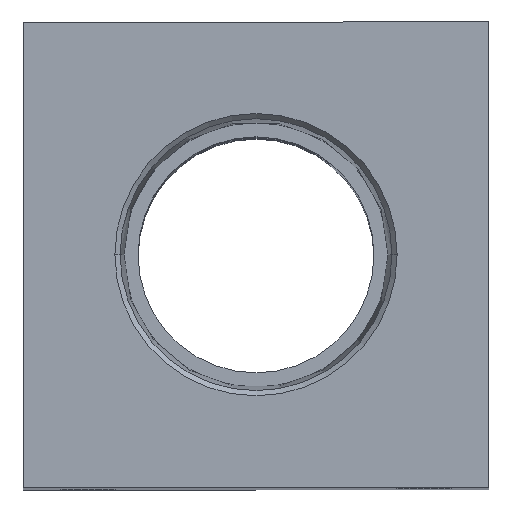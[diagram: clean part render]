
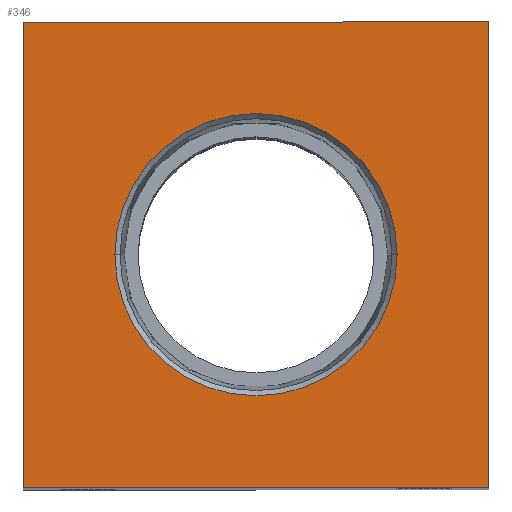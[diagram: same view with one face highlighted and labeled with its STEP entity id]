
A CAD part, top view. The second image highlights one B-rep face of the part: STEP entity #346.
In plain terms, the highlighted planar face has unit normal (0, 0, 1).
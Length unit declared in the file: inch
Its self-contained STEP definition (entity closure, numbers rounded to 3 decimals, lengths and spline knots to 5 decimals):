
#3 = CARTESIAN_POINT ( 'NONE',  ( 1.125, 1.125, 3.75 ) ) ;
#48 = EDGE_CURVE ( 'NONE', #1746, #1679, #923, .T. ) ;
#97 = EDGE_CURVE ( 'NONE', #1486, #1751, #1055, .T. ) ;
#127 = DIRECTION ( 'NONE',  ( -1., 0., 0. ) ) ;
#134 = VERTEX_POINT ( 'NONE', #1548 ) ;
#186 = FACE_BOUND ( 'NONE', #1235, .T. ) ;
#292 = ORIENTED_EDGE ( 'NONE', *, *, #783, .F. ) ;
#346 = ADVANCED_FACE ( 'NONE', ( #186, #1840 ), #1124, .T. ) ;
#383 = EDGE_CURVE ( 'NONE', #1405, #134, #565, .T. ) ;
#405 = VECTOR ( 'NONE', #1648, 39.37008 ) ;
#419 = DIRECTION ( 'NONE',  ( 0., 0., 1. ) ) ;
#445 = CARTESIAN_POINT ( 'NONE',  ( -1.125, 1.125, 3.75 ) ) ;
#559 = VECTOR ( 'NONE', #127, 39.37008 ) ;
#565 = CIRCLE ( 'NONE', #1897, 0.68247 ) ;
#599 = VECTOR ( 'NONE', #1367, 39.37008 ) ;
#610 = AXIS2_PLACEMENT_3D ( 'NONE', #1119, #1106, #1100 ) ;
#645 = ORIENTED_EDGE ( 'NONE', *, *, #1979, .T. ) ;
#701 = CARTESIAN_POINT ( 'NONE',  ( 0., 0., 3.75 ) ) ;
#783 = EDGE_CURVE ( 'NONE', #134, #1405, #817, .T. ) ;
#817 = CIRCLE ( 'NONE', #610, 0.68247 ) ;
#923 = LINE ( 'NONE', #1869, #1011 ) ;
#973 = LINE ( 'NONE', #3, #559 ) ;
#981 = ORIENTED_EDGE ( 'NONE', *, *, #383, .F. ) ;
#1011 = VECTOR ( 'NONE', #1478, 39.37008 ) ;
#1055 = LINE ( 'NONE', #1538, #599 ) ;
#1100 = DIRECTION ( 'NONE',  ( 1., 0., 0. ) ) ;
#1106 = DIRECTION ( 'NONE',  ( 0., 0., 1. ) ) ;
#1119 = CARTESIAN_POINT ( 'NONE',  ( 0., 0., 3.75 ) ) ;
#1124 = PLANE ( 'NONE',  #1994 ) ;
#1152 = DIRECTION ( 'NONE',  ( 0., 0., 1. ) ) ;
#1159 = DIRECTION ( 'NONE',  ( 1., 0., 0. ) ) ;
#1168 = ORIENTED_EDGE ( 'NONE', *, *, #97, .T. ) ;
#1223 = LINE ( 'NONE', #1957, #405 ) ;
#1235 = EDGE_LOOP ( 'NONE', ( #981, #292 ) ) ;
#1241 = ORIENTED_EDGE ( 'NONE', *, *, #1359, .T. ) ;
#1314 = CARTESIAN_POINT ( 'NONE',  ( 0.68247, 0., 3.75 ) ) ;
#1359 = EDGE_CURVE ( 'NONE', #1751, #1746, #973, .T. ) ;
#1367 = DIRECTION ( 'NONE',  ( 0., 1., 0. ) ) ;
#1405 = VERTEX_POINT ( 'NONE', #1314 ) ;
#1478 = DIRECTION ( 'NONE',  ( 0., -1., 0. ) ) ;
#1486 = VERTEX_POINT ( 'NONE', #1571 ) ;
#1504 = CARTESIAN_POINT ( 'NONE',  ( -1.125, -1.125, 3.75 ) ) ;
#1516 = EDGE_LOOP ( 'NONE', ( #1603, #645, #1168, #1241 ) ) ;
#1538 = CARTESIAN_POINT ( 'NONE',  ( 1.125, -1.125, 3.75 ) ) ;
#1548 = CARTESIAN_POINT ( 'NONE',  ( -0.68247, 0., 3.75 ) ) ;
#1571 = CARTESIAN_POINT ( 'NONE',  ( 1.125, -1.125, 3.75 ) ) ;
#1603 = ORIENTED_EDGE ( 'NONE', *, *, #48, .T. ) ;
#1643 = CARTESIAN_POINT ( 'NONE',  ( 1.125, 1.125, 3.75 ) ) ;
#1648 = DIRECTION ( 'NONE',  ( 1., 0., 0. ) ) ;
#1679 = VERTEX_POINT ( 'NONE', #1504 ) ;
#1743 = DIRECTION ( 'NONE',  ( 1., 0., 0. ) ) ;
#1746 = VERTEX_POINT ( 'NONE', #445 ) ;
#1751 = VERTEX_POINT ( 'NONE', #1643 ) ;
#1840 = FACE_OUTER_BOUND ( 'NONE', #1516, .T. ) ;
#1869 = CARTESIAN_POINT ( 'NONE',  ( -1.125, -1.125, 3.75 ) ) ;
#1897 = AXIS2_PLACEMENT_3D ( 'NONE', #1953, #419, #1743 ) ;
#1953 = CARTESIAN_POINT ( 'NONE',  ( 0., 0., 3.75 ) ) ;
#1957 = CARTESIAN_POINT ( 'NONE',  ( 1.125, -1.125, 3.75 ) ) ;
#1979 = EDGE_CURVE ( 'NONE', #1679, #1486, #1223, .T. ) ;
#1994 = AXIS2_PLACEMENT_3D ( 'NONE', #701, #1152, #1159 ) ;
